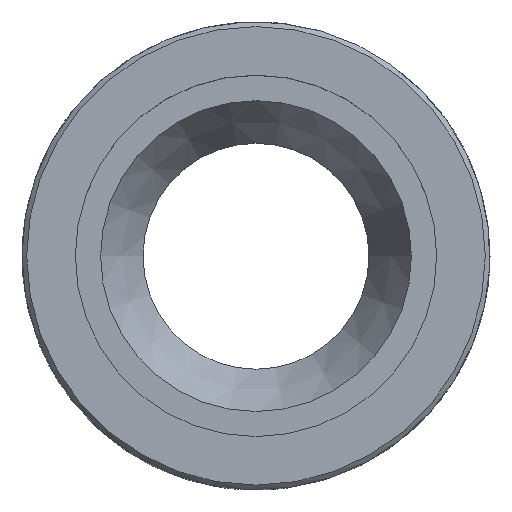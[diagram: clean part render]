
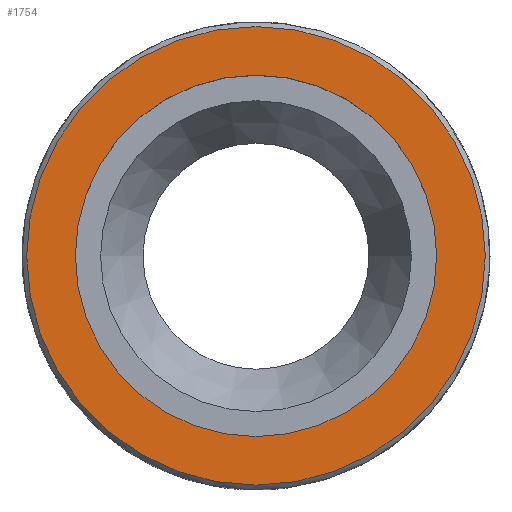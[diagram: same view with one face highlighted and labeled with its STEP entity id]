
A CAD part, top view. The second image highlights one B-rep face of the part: STEP entity #1754.
In plain terms, the highlighted planar face has unit normal (0, 0, 1).
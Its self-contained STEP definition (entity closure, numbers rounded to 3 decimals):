
#260=PLANE('',#1906);
#570=ORIENTED_EDGE('',*,*,#777,.T.);
#571=ORIENTED_EDGE('',*,*,#778,.F.);
#777=EDGE_CURVE('',#893,#893,#969,.T.);
#778=EDGE_CURVE('',#894,#894,#970,.T.);
#893=VERTEX_POINT('',#2710);
#894=VERTEX_POINT('',#2712);
#969=CIRCLE('',#1907,19.188);
#970=CIRCLE('',#1908,24.35);
#1043=EDGE_LOOP('',(#570));
#1044=EDGE_LOOP('',(#571));
#1135=FACE_BOUND('',#1043,.T.);
#1136=FACE_BOUND('',#1044,.T.);
#1754=ADVANCED_FACE('',(#1135,#1136),#260,.F.);
#1906=AXIS2_PLACEMENT_3D('',#2708,#2269,#2270);
#1907=AXIS2_PLACEMENT_3D('',#2709,#2271,#2272);
#1908=AXIS2_PLACEMENT_3D('',#2711,#2273,#2274);
#2269=DIRECTION('',(0.,0.,-1.));
#2270=DIRECTION('',(-1.,0.,0.));
#2271=DIRECTION('',(0.,0.,-1.));
#2272=DIRECTION('',(1.,0.,0.));
#2273=DIRECTION('',(0.,0.,-1.));
#2274=DIRECTION('',(-1.,0.,0.));
#2708=CARTESIAN_POINT('',(24.85,0.,27.5));
#2709=CARTESIAN_POINT('',(0.,0.,27.5));
#2710=CARTESIAN_POINT('',(19.188,0.,27.5));
#2711=CARTESIAN_POINT('',(0.,0.,27.5));
#2712=CARTESIAN_POINT('',(-24.35,0.,27.5));
